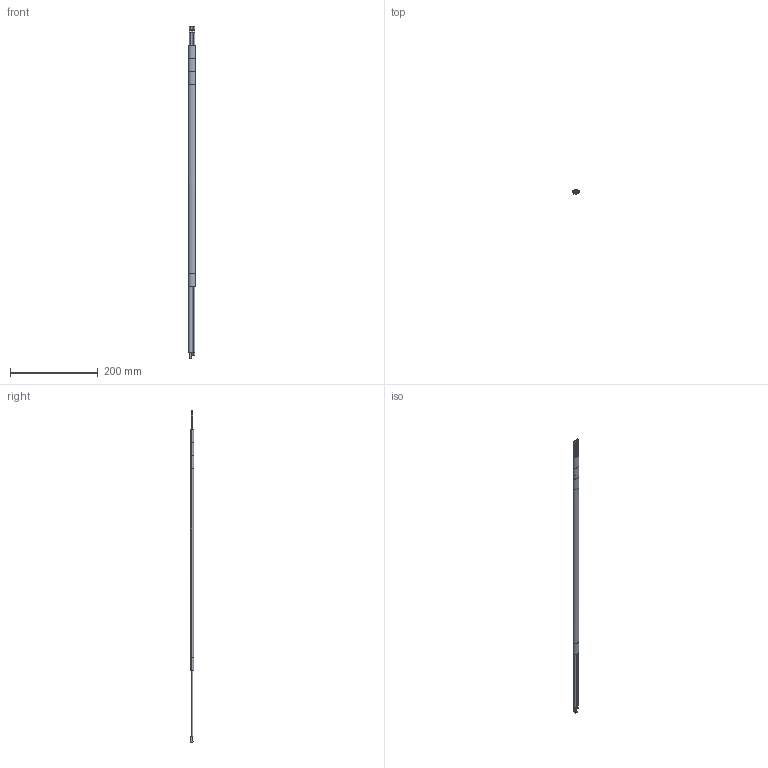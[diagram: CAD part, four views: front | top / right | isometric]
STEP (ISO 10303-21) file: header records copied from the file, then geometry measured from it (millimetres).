
FILE_DESCRIPTION (( 'STEP AP214' ), '1' );
FILE_NAME ('1183-F.STEP', '2016-01-19T08:57:05', ( '' ), ( '' ), 'SwSTEP 2.0', 'SolidWorks 2015', '' );
FILE_SCHEMA (( 'AUTOMOTIVE_DESIGN' ));
Length unit declared in the file: millimetre
Products named in the file (3): Molex 22012025; 1183-F cable; 1183-F
Assembly tree (2 placements, depth 2):
  1183-F
    1183-F cable
    Molex 22012025
Bounding box: 15.5 x 9.1 x 756.7 mm (x, y, z)
Volume: 21400 mm3; surface area: 81703.9 mm2
Topology: 11 solids, 11 shells, 146 faces, 323 edges, 206 vertices
Faces by surface type: plane 94, cylinder 28, bspline 16, cone 8
Entity records: 4566 total; most frequent: CARTESIAN_POINT 888, ORIENTED_EDGE 646, DIRECTION 617, EDGE_CURVE 323, LINE 235, VECTOR 235, VERTEX_POINT 206, AXIS2_PLACEMENT_3D 191
